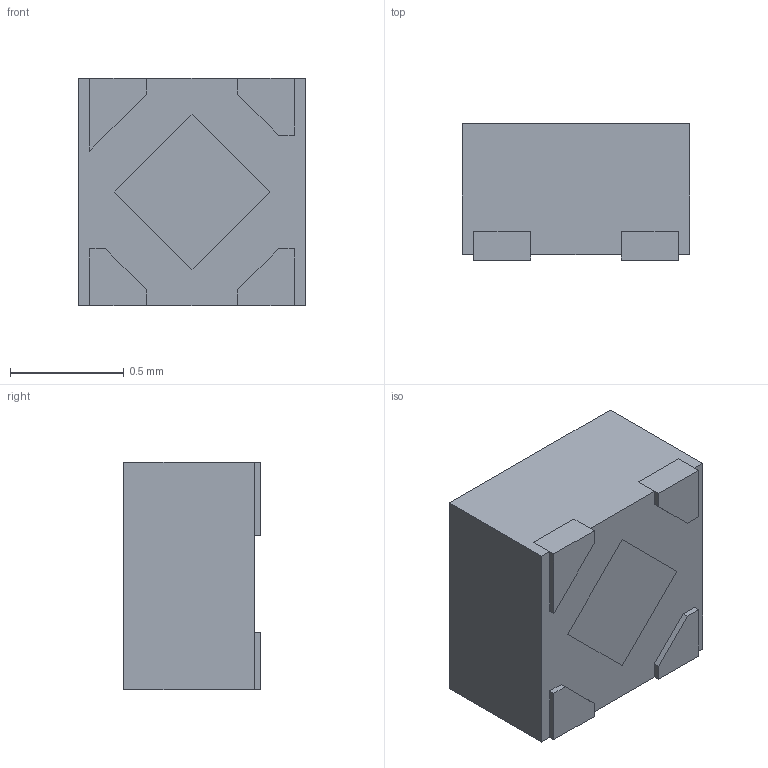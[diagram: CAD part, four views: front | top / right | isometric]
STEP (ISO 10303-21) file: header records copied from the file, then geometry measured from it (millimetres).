
FILE_DESCRIPTION(('FreeCAD Model'),'2;1');
FILE_NAME('DFN100X100X55-5.step', '2020-08-25T19:56:36',('Author'),(''), 'Open CASCADE STEP processor 7.3','FreeCAD','Unknown');
FILE_SCHEMA(('AUTOMOTIVE_DESIGN { 1 0 10303 214 1 1 1 1 }'));
Length unit declared in the file: millimetre
Products named in the file (1): NCP114AMX330TCG
Bounding box: 1 x 0.6 x 1 mm (x, y, z)
Volume: 0.6 mm3; surface area: 6.2 mm2
Topology: 7 solids, 7 shells, 70 faces, 486 edges, 1404 vertices
Faces by surface type: plane 66, cylinder 4
Entity records: 6698 total; most frequent: CARTESIAN_POINT 1961, DIRECTION 652, LINE 462, VECTOR 462, GEOMETRIC_CURVE_SET 325, ORIENTED_EDGE 324, TRIMMED_CURVE 324, PRESENTATION_STYLE_ASSIGNMENT 179
